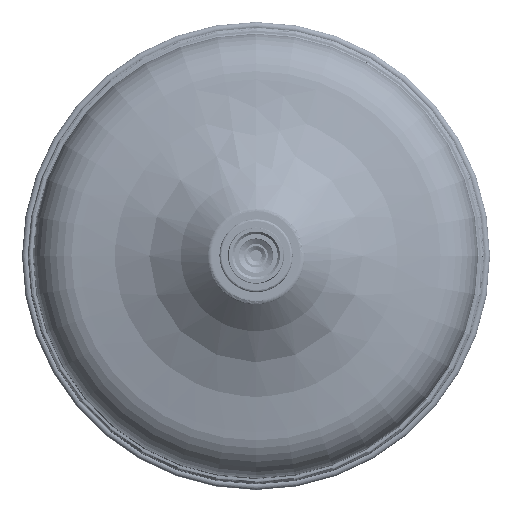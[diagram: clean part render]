
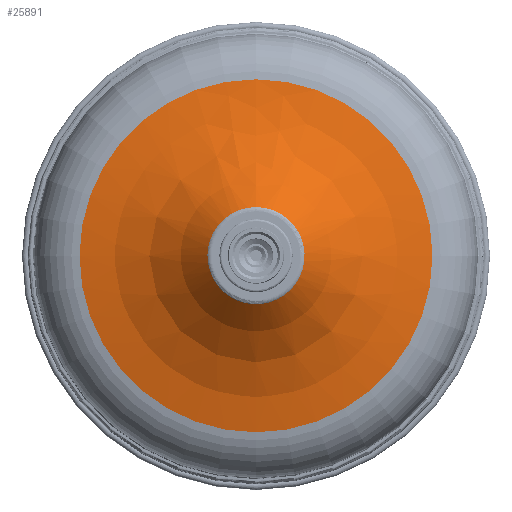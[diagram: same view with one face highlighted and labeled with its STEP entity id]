
A CAD part, top view. The second image highlights one B-rep face of the part: STEP entity #25891.
In plain terms, the highlighted free-form (B-spline) face has degree [2, 2] with [3, 9] control points.
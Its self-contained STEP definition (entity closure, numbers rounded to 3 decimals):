
#13=(
BOUNDED_SURFACE()
B_SPLINE_SURFACE(2,2,((#59303,#59304,#59305,#59306,#59307,#59308,#59309,
#59310,#59311),(#59312,#59313,#59314,#59315,#59316,#59317,#59318,#59319,
#59320),(#59321,#59322,#59323,#59324,#59325,#59326,#59327,#59328,#59329)),
 .UNSPECIFIED.,.F.,.T.,.F.)
B_SPLINE_SURFACE_WITH_KNOTS((3,3),(3,2,2,2,3),(-2.397,-1.665),
(-3.142,-1.571,0.,1.571,3.142),
 .UNSPECIFIED.)
GEOMETRIC_REPRESENTATION_ITEM()
RATIONAL_B_SPLINE_SURFACE(((1.,0.707,1.,0.707,1.,
0.707,1.,0.707,1.),(0.934,0.66,
0.934,0.66,0.934,0.66,
0.934,0.66,0.934),(1.,0.707,
1.,0.707,1.,0.707,1.,0.707,1.)))
REPRESENTATION_ITEM('')
SURFACE()
);
#3398=FACE_OUTER_BOUND('',#5576,.T.);
#5576=EDGE_LOOP('',(#23320,#23321,#23322,#23323,#23324,#23325));
#9928=CIRCLE('',#30073,77.122);
#9929=CIRCLE('',#30074,77.122);
#9930=CIRCLE('',#30075,21.233);
#9931=CIRCLE('',#30076,21.233);
#9932=CIRCLE('',#30077,87.2);
#12318=VERTEX_POINT('',#59298);
#12319=VERTEX_POINT('',#59300);
#12320=VERTEX_POINT('',#59330);
#12321=VERTEX_POINT('',#59331);
#16021=EDGE_CURVE('',#12318,#12319,#9928,.T.);
#16022=EDGE_CURVE('',#12319,#12318,#9929,.T.);
#16023=EDGE_CURVE('',#12320,#12321,#9930,.T.);
#16024=EDGE_CURVE('',#12321,#12320,#9931,.T.);
#16025=EDGE_CURVE('',#12321,#12319,#9932,.T.);
#23320=ORIENTED_EDGE('',*,*,#16023,.F.);
#23321=ORIENTED_EDGE('',*,*,#16024,.F.);
#23322=ORIENTED_EDGE('',*,*,#16025,.T.);
#23323=ORIENTED_EDGE('',*,*,#16021,.F.);
#23324=ORIENTED_EDGE('',*,*,#16022,.F.);
#23325=ORIENTED_EDGE('',*,*,#16025,.F.);
#25891=ADVANCED_FACE('',(#3398),#13,.T.);
#30073=AXIS2_PLACEMENT_3D('',#59301,#39031,#39032);
#30074=AXIS2_PLACEMENT_3D('',#59302,#39033,#39034);
#30075=AXIS2_PLACEMENT_3D('',#59332,#39035,#39036);
#30076=AXIS2_PLACEMENT_3D('',#59333,#39037,#39038);
#30077=AXIS2_PLACEMENT_3D('',#59334,#39039,#39040);
#39031=DIRECTION('center_axis',(0.,0.,-1.));
#39032=DIRECTION('ref_axis',(1.,0.,0.));
#39033=DIRECTION('center_axis',(0.,0.,-1.));
#39034=DIRECTION('ref_axis',(1.,0.,0.));
#39035=DIRECTION('center_axis',(0.,0.,1.));
#39036=DIRECTION('ref_axis',(1.,0.,0.));
#39037=DIRECTION('center_axis',(0.,0.,1.));
#39038=DIRECTION('ref_axis',(1.,0.,0.));
#39039=DIRECTION('center_axis',(1.,0.,0.));
#39040=DIRECTION('ref_axis',(0.,1.,0.));
#59298=CARTESIAN_POINT('',(-21.378,0.,-62.498));
#59300=CARTESIAN_POINT('',(-98.5,77.122,-62.498));
#59301=CARTESIAN_POINT('Origin',(-98.5,0.,-62.498));
#59302=CARTESIAN_POINT('Origin',(-98.5,0.,-62.498));
#59303=CARTESIAN_POINT('Ctrl Pts',(-98.5,21.233,-34.805));
#59304=CARTESIAN_POINT('Ctrl Pts',(-119.733,21.233,-34.805));
#59305=CARTESIAN_POINT('Ctrl Pts',(-119.733,0.,
-34.805));
#59306=CARTESIAN_POINT('Ctrl Pts',(-119.733,-21.233,
-34.805));
#59307=CARTESIAN_POINT('Ctrl Pts',(-98.5,-21.233,
-34.805));
#59308=CARTESIAN_POINT('Ctrl Pts',(-77.267,-21.233,
-34.805));
#59309=CARTESIAN_POINT('Ctrl Pts',(-77.267,0.,
-34.805));
#59310=CARTESIAN_POINT('Ctrl Pts',(-77.267,21.233,-34.805));
#59311=CARTESIAN_POINT('Ctrl Pts',(-98.5,21.233,-34.805));
#59312=CARTESIAN_POINT('Ctrl Pts',(-98.5,43.875,-59.353));
#59313=CARTESIAN_POINT('Ctrl Pts',(-142.375,43.875,-59.353));
#59314=CARTESIAN_POINT('Ctrl Pts',(-142.375,0.,
-59.353));
#59315=CARTESIAN_POINT('Ctrl Pts',(-142.375,-43.875,-59.353));
#59316=CARTESIAN_POINT('Ctrl Pts',(-98.5,-43.875,-59.353));
#59317=CARTESIAN_POINT('Ctrl Pts',(-54.625,-43.875,-59.353));
#59318=CARTESIAN_POINT('Ctrl Pts',(-54.625,0.,
-59.353));
#59319=CARTESIAN_POINT('Ctrl Pts',(-54.625,43.875,-59.353));
#59320=CARTESIAN_POINT('Ctrl Pts',(-98.5,43.875,-59.353));
#59321=CARTESIAN_POINT('Ctrl Pts',(-98.5,77.122,-62.498));
#59322=CARTESIAN_POINT('Ctrl Pts',(-175.622,77.122,-62.498));
#59323=CARTESIAN_POINT('Ctrl Pts',(-175.622,0.,
-62.498));
#59324=CARTESIAN_POINT('Ctrl Pts',(-175.622,-77.122,-62.498));
#59325=CARTESIAN_POINT('Ctrl Pts',(-98.5,-77.122,
-62.498));
#59326=CARTESIAN_POINT('Ctrl Pts',(-21.378,-77.122,
-62.498));
#59327=CARTESIAN_POINT('Ctrl Pts',(-21.378,0.,
-62.498));
#59328=CARTESIAN_POINT('Ctrl Pts',(-21.378,77.122,-62.498));
#59329=CARTESIAN_POINT('Ctrl Pts',(-98.5,77.122,-62.498));
#59330=CARTESIAN_POINT('',(-119.731,0.294,-34.805));
#59331=CARTESIAN_POINT('',(-98.5,21.233,-34.805));
#59332=CARTESIAN_POINT('Origin',(-98.5,0.,-34.805));
#59333=CARTESIAN_POINT('Origin',(-98.5,0.,-34.805));
#59334=CARTESIAN_POINT('Origin',(-98.5,85.332,24.315));
